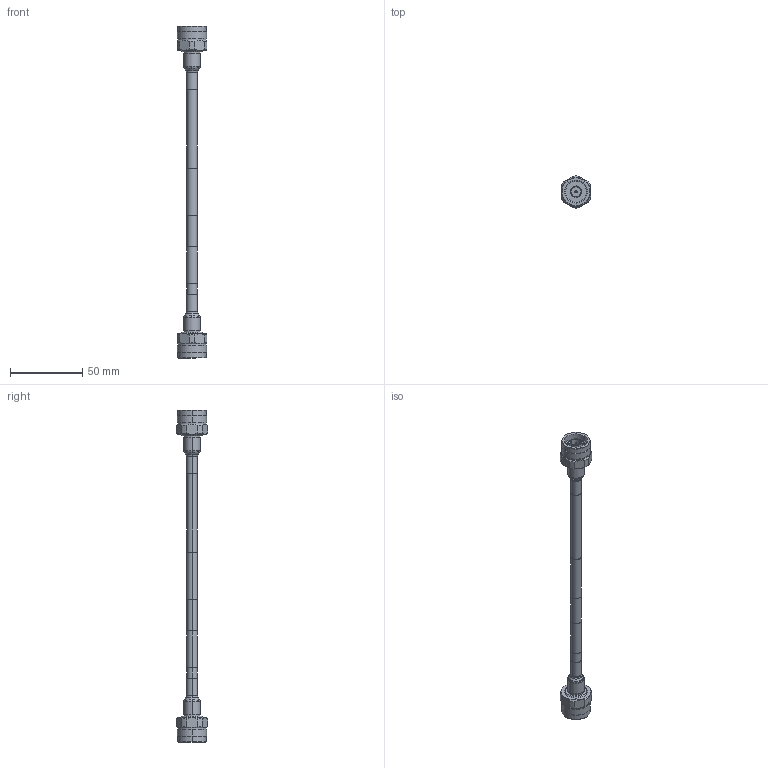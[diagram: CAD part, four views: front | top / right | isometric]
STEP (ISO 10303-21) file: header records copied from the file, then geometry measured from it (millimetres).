
FILE_DESCRIPTION (( 'STEP AP214' ), '1' );
FILE_NAME ('LCCA31027.step', '2022-10-04T19:16:16', ( '' ), ( '' ), 'SwSTEP 2.0', 'SolidWorks 2021', '' );
FILE_SCHEMA (( 'AUTOMOTIVE_DESIGN' ));
Length unit declared in the file: inch
Products named in the file (3):  SPP-250-LLPL ^LCCA31027_SPP-250-LLPL; LCCA31027; Copy of TC-250-NM-LP^LCCA31027
Assembly tree (3 placements, depth 2):
  LCCA31027
     SPP-250-LLPL ^LCCA31027_SPP-250-LLPL
    Copy of TC-250-NM-LP^LCCA31027  x2
Bounding box: 20.6 x 21.85 x 230.34 mm (x, y, z)
Volume: 15748.7 mm3; surface area: 13745.1 mm2
Topology: 9 solids, 9 shells, 294 faces, 622 edges, 370 vertices
Faces by surface type: cylinder 118, cone 88, plane 60, torus 24, sphere 4
Entity records: 6152 total; most frequent: CARTESIAN_POINT 898, DIRECTION 802, ORIENTED_EDGE 644, AXIS2_PLACEMENT_3D 343, EDGE_CURVE 322, VERTEX_POINT 195, CIRCLE 182, EDGE_LOOP 179
